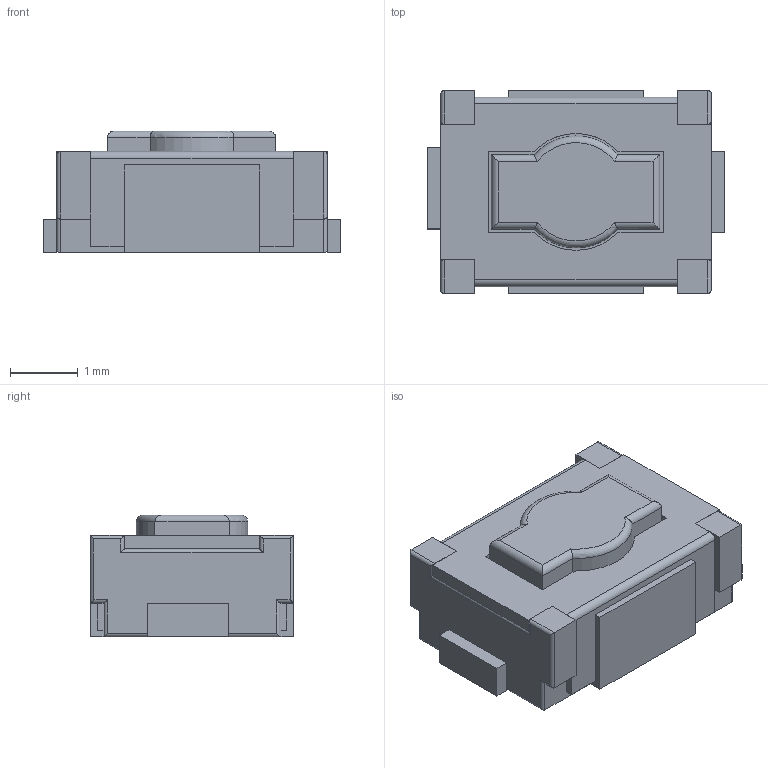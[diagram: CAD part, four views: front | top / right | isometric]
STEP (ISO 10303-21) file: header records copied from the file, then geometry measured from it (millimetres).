
FILE_DESCRIPTION (( 'STEP AP214' ), '1' );
FILE_NAME ('User Library-Sw Tact TL1015.STEP', '2013-03-11T12:00:21', ( 'Windows User' ), ( '' ), 'SwSTEP 2.0', 'SolidWorks 2013', '' );
FILE_SCHEMA (( 'AUTOMOTIVE_DESIGN' ));
Length unit declared in the file: millimetre
Products named in the file (1): User Library-Sw Tact TL1015
Bounding box: 4.4 x 3 x 1.8 mm (x, y, z)
Volume: 18.5 mm3; surface area: 74.5 mm2
Topology: 4 solids, 4 shells, 123 faces, 310 edges, 196 vertices
Faces by surface type: plane 85, cylinder 36, torus 2
Entity records: 4932 total; most frequent: CARTESIAN_POINT 786, ORIENTED_EDGE 620, DIRECTION 540, EDGE_CURVE 310, LINE 264, VECTOR 264, VERTEX_POINT 196, AXIS2_PLACEMENT_3D 138
